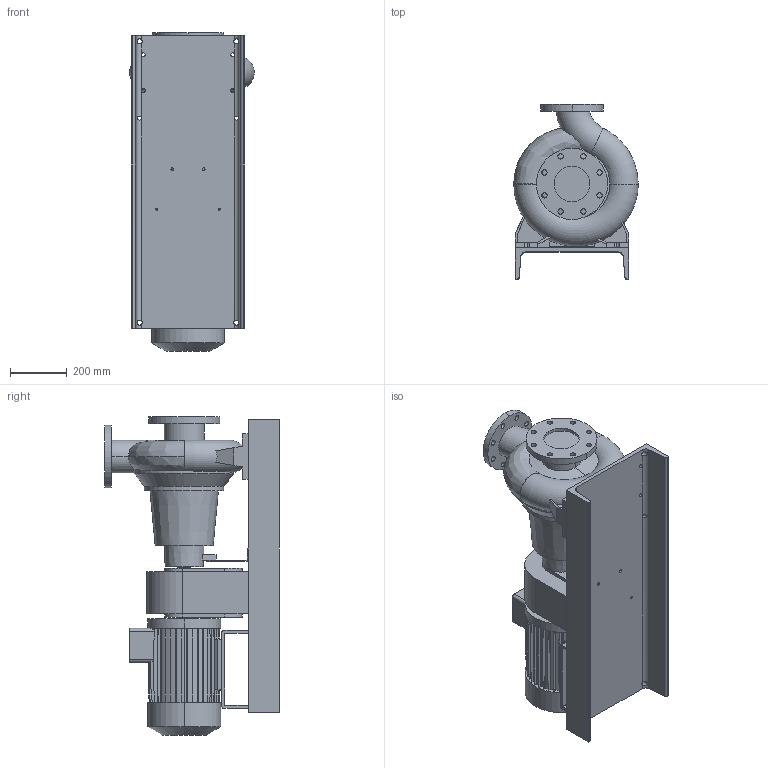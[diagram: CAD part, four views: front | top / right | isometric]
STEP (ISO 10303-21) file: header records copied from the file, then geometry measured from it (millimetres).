
FILE_DESCRIPTION (( 'STEP AP203' ), '1' );
FILE_NAME ('10018071swa00.step', '2023-07-07T12:31:22', ( '' ), ( '' ), 'SwSTEP 2.0', 'SolidWorks 2020', '' );
FILE_SCHEMA (( 'CONFIG_CONTROL_DESIGN' ));
Length unit declared in the file: millimetre
Products named in the file (5): 10018072swp00_132M; 10018071swa00; 10012573swp00_350; 10018097swp00_MCG 15 N4 100-250 132; 10017783swp00_100-250
Assembly tree (4 placements, depth 2):
  10018071swa00
    10017783swp00_100-250
    10018097swp00_MCG 15 N4 100-250 132
    10018072swp00_132M
    10012573swp00_350
Bounding box: 437.99 x 615 x 1120 mm (x, y, z)
Volume: 75008098.7 mm3; surface area: 3554446.6 mm2
Topology: 5 solids, 5 shells, 568 faces, 1628 edges, 1081 vertices
Faces by surface type: plane 372, cylinder 179, cone 10, torus 5, bspline 2
Entity records: 21360 total; most frequent: CARTESIAN_POINT 5582, ORIENTED_EDGE 3256, DIRECTION 3085, EDGE_CURVE 1628, LINE 1175, VECTOR 1175, VERTEX_POINT 1081, AXIS2_PLACEMENT_3D 955
